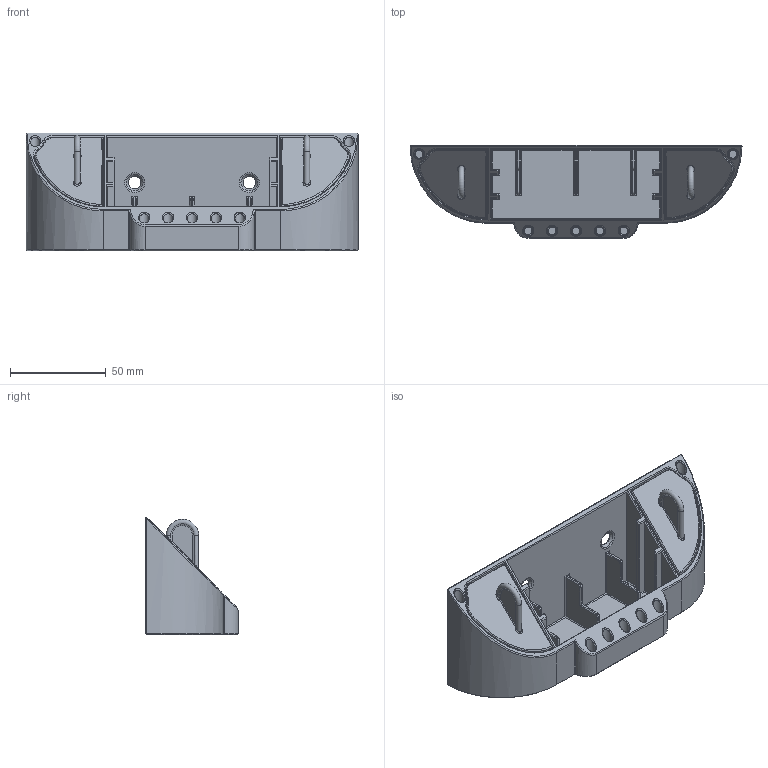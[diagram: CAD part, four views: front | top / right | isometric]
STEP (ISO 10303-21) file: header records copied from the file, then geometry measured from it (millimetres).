
FILE_DESCRIPTION(/* description */ (''),/* implementation_level */ '2;1');
FILE_NAME(/* name */ 'Main body.step',/* time_stamp */ '2020-06-17T17:48:40-04:00',/* author */ (''),/* organization */ (''),/* preprocessor_version */ 'ST-DEVELOPER v18.1',/* originating_system */ 'Autodesk Translation Framework v9.3.0.1241',/* authorisation */ '');
FILE_SCHEMA (('AUTOMOTIVE_DESIGN { 1 0 10303 214 3 1 1 }'));
Length unit declared in the file: millimetre
Products named in the file (3): Tools holder; Component1; Component1(Mirror)
Assembly tree (2 placements, depth 2):
  Tools holder
    Component1
    Component1(Mirror)
Bounding box: 173.75 x 48.58 x 61.65 mm (x, y, z)
Volume: 84909.4 mm3; surface area: 82615.7 mm2
Topology: 3 solids, 3 shells, 485 faces, 1046 edges, 581 vertices
Faces by surface type: plane 322, cone 59, bspline 57, cylinder 45, torus 2
Entity records: 14421 total; most frequent: CARTESIAN_POINT 4403, ORIENTED_EDGE 2092, DIRECTION 1881, EDGE_CURVE 1046, LINE 767, VECTOR 767, VERTEX_POINT 581, AXIS2_PLACEMENT_3D 557
